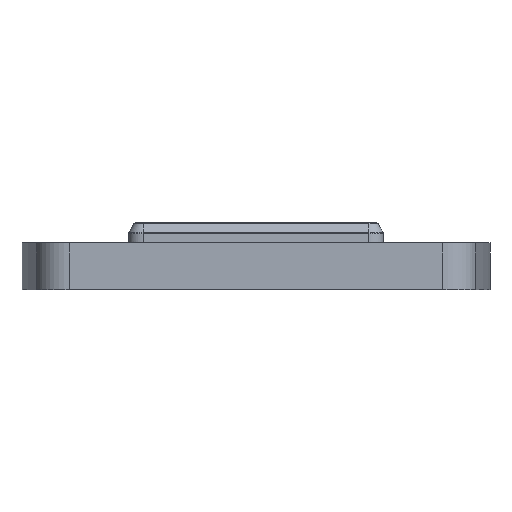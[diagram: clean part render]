
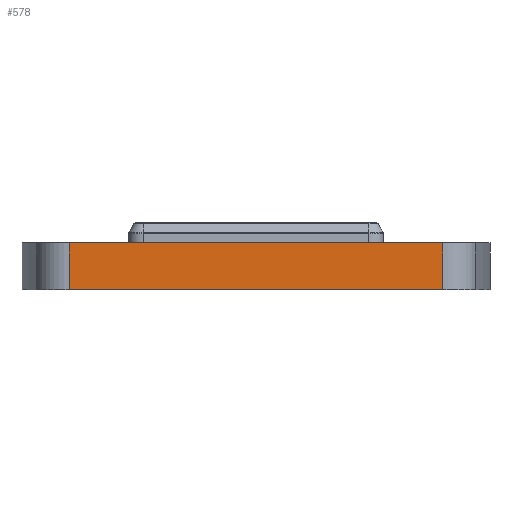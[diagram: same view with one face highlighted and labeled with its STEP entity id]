
A CAD part, front view. The second image highlights one B-rep face of the part: STEP entity #578.
In plain terms, the highlighted planar face has unit normal (0, -1, 0).
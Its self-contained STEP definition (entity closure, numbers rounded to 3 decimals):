
#241=FACE_OUTER_BOUND('',#1715,.T.);
#578=ADVANCED_FACE('',(#241),#695,.T.);
#695=PLANE('',#4323);
#987=LINE('',#6901,#1310);
#1006=LINE('',#6976,#1329);
#1087=LINE('',#8006,#1411);
#1088=LINE('',#8008,#1412);
#1310=VECTOR('',#4955,1.);
#1329=VECTOR('',#5012,1.);
#1411=VECTOR('',#5302,1.);
#1412=VECTOR('',#5305,1.);
#1715=EDGE_LOOP('',(#2723,#2724,#2725,#2726));
#2723=ORIENTED_EDGE('',*,*,#3772,.T.);
#2724=ORIENTED_EDGE('',*,*,#3581,.T.);
#2725=ORIENTED_EDGE('',*,*,#3771,.F.);
#2726=ORIENTED_EDGE('',*,*,#3618,.F.);
#3112=VERTEX_POINT('',#6900);
#3113=VERTEX_POINT('',#6902);
#3149=VERTEX_POINT('',#6975);
#3150=VERTEX_POINT('',#6977);
#3581=EDGE_CURVE('',#3113,#3112,#987,.T.);
#3618=EDGE_CURVE('',#3149,#3150,#1006,.T.);
#3771=EDGE_CURVE('',#3150,#3112,#1087,.T.);
#3772=EDGE_CURVE('',#3149,#3113,#1088,.T.);
#4323=AXIS2_PLACEMENT_3D('',#8009,#5306,#5307);
#4955=DIRECTION('',(1.,0.,0.));
#5012=DIRECTION('',(1.,0.,0.));
#5302=DIRECTION('',(0.,0.,-1.));
#5305=DIRECTION('',(0.,0.,-1.));
#5306=DIRECTION('',(0.,-1.,0.));
#5307=DIRECTION('',(-1.,0.,0.));
#6900=CARTESIAN_POINT('',(31.94,-34.5,-4.));
#6901=CARTESIAN_POINT('',(-31.939,-34.5,-4.));
#6902=CARTESIAN_POINT('',(-31.94,-34.5,-4.));
#6975=CARTESIAN_POINT('',(-31.94,-34.5,4.));
#6976=CARTESIAN_POINT('',(-31.939,-34.5,4.));
#6977=CARTESIAN_POINT('',(31.94,-34.5,4.));
#8006=CARTESIAN_POINT('',(31.94,-34.5,4.));
#8008=CARTESIAN_POINT('',(-31.94,-34.5,4.));
#8009=CARTESIAN_POINT('',(-31.939,-34.5,4.));
